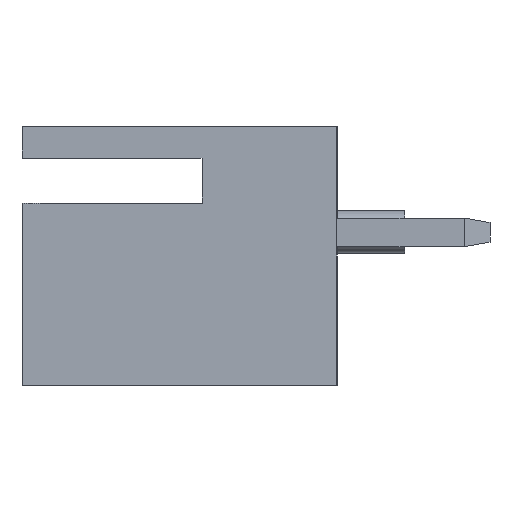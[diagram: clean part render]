
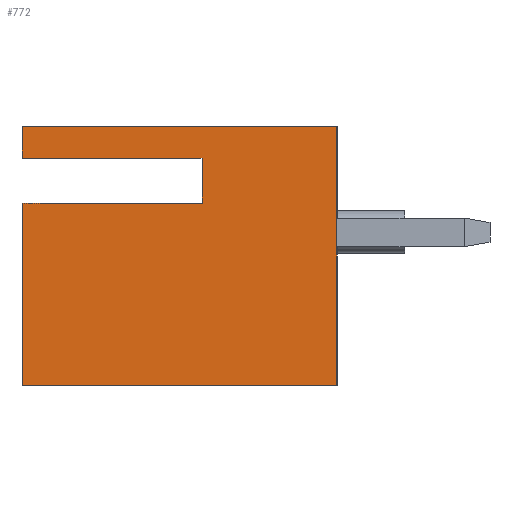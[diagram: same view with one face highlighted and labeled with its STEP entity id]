
A CAD part, left-side view. The second image highlights one B-rep face of the part: STEP entity #772.
In plain terms, the highlighted planar face has unit normal (-1, 0, 0).
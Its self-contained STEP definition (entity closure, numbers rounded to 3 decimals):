
#44 = VERTEX_POINT ( 'NONE', #2131 ) ;
#65 = VERTEX_POINT ( 'NONE', #2387 ) ;
#69 = EDGE_CURVE ( 'NONE', #72, #65, #2396, .T. ) ;
#72 = VERTEX_POINT ( 'NONE', #2224 ) ;
#97 = EDGE_CURVE ( 'NONE', #44, #98, #2290, .T. ) ;
#98 = VERTEX_POINT ( 'NONE', #2286 ) ;
#131 = EDGE_CURVE ( 'NONE', #98, #132, #2221, .T. ) ;
#132 = VERTEX_POINT ( 'NONE', #2217 ) ;
#517 = ORIENTED_EDGE ( 'NONE', *, *, #518, .T. ) ;
#518 = EDGE_CURVE ( 'NONE', #776, #65, #3002, .T. ) ;
#567 = EDGE_CURVE ( 'NONE', #718, #132, #3200, .T. ) ;
#661 = VERTEX_POINT ( 'NONE', #3459 ) ;
#663 = EDGE_CURVE ( 'NONE', #44, #661, #3458, .T. ) ;
#718 = VERTEX_POINT ( 'NONE', #3488 ) ;
#761 = EDGE_CURVE ( 'NONE', #72, #718, #3595, .T. ) ;
#764 = ORIENTED_EDGE ( 'NONE', *, *, #131, .F. ) ;
#765 = ORIENTED_EDGE ( 'NONE', *, *, #97, .F. ) ;
#766 = ORIENTED_EDGE ( 'NONE', *, *, #663, .T. ) ;
#772 = ADVANCED_FACE ( 'NONE', ( #3586 ), #3668, .F. ) ;
#773 = EDGE_LOOP ( 'NONE', ( #774, #517, #777, #778, #779, #764, #765, #766 ) ) ;
#774 = ORIENTED_EDGE ( 'NONE', *, *, #775, .T. ) ;
#775 = EDGE_CURVE ( 'NONE', #661, #776, #3718, .T. ) ;
#776 = VERTEX_POINT ( 'NONE', #3652 ) ;
#777 = ORIENTED_EDGE ( 'NONE', *, *, #69, .F. ) ;
#778 = ORIENTED_EDGE ( 'NONE', *, *, #761, .T. ) ;
#779 = ORIENTED_EDGE ( 'NONE', *, *, #567, .T. ) ;
#2131 = CARTESIAN_POINT ( 'NONE',  ( -8.7, 7., 2.175 ) ) ;
#2217 = CARTESIAN_POINT ( 'NONE',  ( -8.7, 0., 2.875 ) ) ;
#2218 = DIRECTION ( 'NONE',  ( 0., -1., 0. ) ) ;
#2219 = VECTOR ( 'NONE', #2218, 1000. ) ;
#2220 = CARTESIAN_POINT ( 'NONE',  ( -8.7, 7., 2.875 ) ) ;
#2221 = LINE ( 'NONE', #2220, #2219 ) ;
#2224 = CARTESIAN_POINT ( 'NONE',  ( -8.7, 7., -2.875 ) ) ;
#2286 = CARTESIAN_POINT ( 'NONE',  ( -8.7, 7., 2.875 ) ) ;
#2287 = DIRECTION ( 'NONE',  ( 0., 0., 1. ) ) ;
#2288 = VECTOR ( 'NONE', #2287, 1000. ) ;
#2289 = CARTESIAN_POINT ( 'NONE',  ( -8.7, 7., -2.875 ) ) ;
#2290 = LINE ( 'NONE', #2289, #2288 ) ;
#2387 = CARTESIAN_POINT ( 'NONE',  ( -8.7, 7., 1.175 ) ) ;
#2393 = DIRECTION ( 'NONE',  ( 0., 0., 1. ) ) ;
#2394 = VECTOR ( 'NONE', #2393, 1000. ) ;
#2395 = CARTESIAN_POINT ( 'NONE',  ( -8.7, 7., -2.875 ) ) ;
#2396 = LINE ( 'NONE', #2395, #2394 ) ;
#2999 = DIRECTION ( 'NONE',  ( 0., 1., 0. ) ) ;
#3000 = VECTOR ( 'NONE', #2999, 1000. ) ;
#3001 = CARTESIAN_POINT ( 'NONE',  ( -8.7, 7., 1.175 ) ) ;
#3002 = LINE ( 'NONE', #3001, #3000 ) ;
#3196 = DIRECTION ( 'NONE',  ( 0., 0., 1. ) ) ;
#3197 = VECTOR ( 'NONE', #3196, 1000. ) ;
#3198 = CARTESIAN_POINT ( 'NONE',  ( -8.7, 0., -2.875 ) ) ;
#3200 = LINE ( 'NONE', #3198, #3197 ) ;
#3455 = DIRECTION ( 'NONE',  ( 0., -1., 0. ) ) ;
#3456 = VECTOR ( 'NONE', #3455, 1000. ) ;
#3457 = CARTESIAN_POINT ( 'NONE',  ( -8.7, 7., 2.175 ) ) ;
#3458 = LINE ( 'NONE', #3457, #3456 ) ;
#3459 = CARTESIAN_POINT ( 'NONE',  ( -8.7, 3., 2.175 ) ) ;
#3488 = CARTESIAN_POINT ( 'NONE',  ( -8.7, 0., -2.875 ) ) ;
#3586 = FACE_OUTER_BOUND ( 'NONE', #773, .T. ) ;
#3592 = DIRECTION ( 'NONE',  ( 0., -1., 0. ) ) ;
#3593 = VECTOR ( 'NONE', #3592, 1000. ) ;
#3594 = CARTESIAN_POINT ( 'NONE',  ( -8.7, 7., -2.875 ) ) ;
#3595 = LINE ( 'NONE', #3594, #3593 ) ;
#3652 = CARTESIAN_POINT ( 'NONE',  ( -8.7, 3., 1.175 ) ) ;
#3653 = DIRECTION ( 'NONE',  ( 0., 0., -1. ) ) ;
#3667 = CARTESIAN_POINT ( 'NONE',  ( -8.7, 7., -2.875 ) ) ;
#3668 = PLANE ( 'NONE',  #3715 ) ;
#3714 = DIRECTION ( 'NONE',  ( 1., 0., 0. ) ) ;
#3715 = AXIS2_PLACEMENT_3D ( 'NONE', #3667, #3714, #3719 ) ;
#3716 = VECTOR ( 'NONE', #3653, 1000. ) ;
#3717 = CARTESIAN_POINT ( 'NONE',  ( -8.7, 3., -2.875 ) ) ;
#3718 = LINE ( 'NONE', #3717, #3716 ) ;
#3719 = DIRECTION ( 'NONE',  ( 0., 0., -1. ) ) ;
